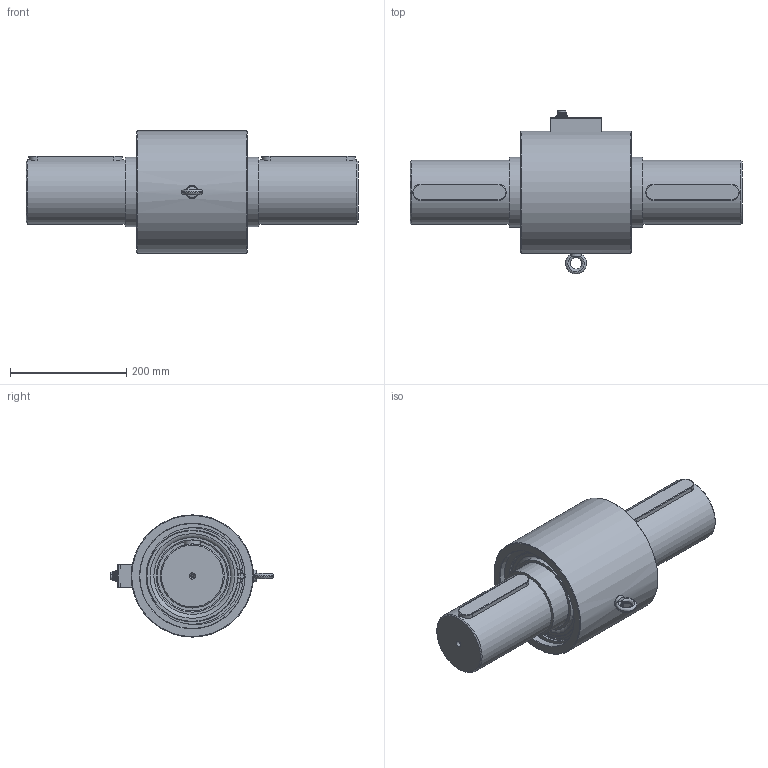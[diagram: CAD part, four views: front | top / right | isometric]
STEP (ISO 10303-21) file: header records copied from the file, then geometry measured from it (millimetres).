
FILE_DESCRIPTION( ( 'Unknown' ), '1' );
FILE_NAME( '2389-Z04_DOC-00098784.stp', 'Unknown', ( 'Unknown' ), ( 'Unknown' ), 'PSStep 17.0.49', 'Unknown', ' ' );
FILE_SCHEMA( ( 'AUTOMOTIVE_DESIGN { 1 0 10303 214 1 1 1 1 }' ) );
Length unit declared in the file: millimetre
Products named in the file (28): 2389-b02_doc-00048383; 2389-002_doc-00048314; Sicherungsring DIN 472-180x4-T1; Sicherungsring DIN 472-180x4-T1-oa0; DIN 625-T1-6024-2Z_120x180x28; Ringschraube M8 DIN 580-oa1; 2391-B02_DOC-00083079; DIN 625-T1-6024-2Z_120x180x28-oa5; 2391-002_DOC-00083075; Paßfeder A28x16x160 DIN 6885; Paßfeder A28x16x160 DIN 6885-oa6; 2247-b05_doc-00045639; 2247-003_doc-00016120; Zylinderschraube DIN 912-M3x25; Zylinderschraube DIN 912-M3x25-oa2; Zylinderschraube DIN 912-M3x25-oa3; Zylinderschraube DIN 912-M3x25-oa4; Assem1; DOC-00095558; mutter_09-0323-89-06_DOC-00067592
Assembly tree (27 placements, depth 3):
  Assem1
    DOC-00095558
    mutter_09-0323-89-06_DOC-00067592
    2389-b02_doc-00048383
      2389-002_doc-00048314
      Sicherungsring DIN 472-180x4-T1
      Sicherungsring DIN 472-180x4-T1-oa0
      DIN 625-T1-6024-2Z_120x180x28
      DIN 625-T1-6024-2Z_120x180x28
      DIN 625-T1-6024-2Z_120x180x28
      DIN 625-T1-6024-2Z_120x180x28
      DIN 625-T1-6024-2Z_120x180x28
      Ringschraube M8 DIN 580-oa1
    2247-b05_doc-00045639
      2247-003_doc-00016120
      Zylinderschraube DIN 912-M3x25
      Zylinderschraube DIN 912-M3x25-oa2
      Zylinderschraube DIN 912-M3x25-oa3
      Zylinderschraube DIN 912-M3x25-oa4
    2391-B02_DOC-00083079
      DIN 625-T1-6024-2Z_120x180x28-oa5
      DIN 625-T1-6024-2Z_120x180x28-oa5
      DIN 625-T1-6024-2Z_120x180x28-oa5
      DIN 625-T1-6024-2Z_120x180x28-oa5
      DIN 625-T1-6024-2Z_120x180x28-oa5
      2391-002_DOC-00083075
      Paßfeder A28x16x160 DIN 6885
      Paßfeder A28x16x160 DIN 6885-oa6
Bounding box: 570 x 281.39 x 210 mm (x, y, z)
Volume: 8099600.7 mm3; surface area: 879146.3 mm2
Topology: 24 solids, 26 shells, 415 faces, 852 edges, 552 vertices
Faces by surface type: plane 193, cylinder 145, cone 42, torus 31, bspline 4
Full cylindrical faces by diameter (mm): 1 x24, 2.387 x4, 3 x8, 3.4 x4, 4 x5, 4.917 x1, 5 x2, 5.5 x4, 6 x5, 12 x1, 13.5 x1, 15 x1, 15.875 x1, 17.188 x1, 17.462 x1, 17.8 x1, 20 x3, 21 x1, 22 x1, 110 x2, 120 x3, 132 x4, 145.2 x4, 157.7 x4, 165.88 x4, 165.98 x4, 166 x4, 180 x3, 180.3 x2, 185 x2
Entity records: 15775 total; most frequent: CARTESIAN_POINT 3941, DIRECTION 1820, ORIENTED_EDGE 1242, AXIS2_PLACEMENT_3D 806, EDGE_LOOP 690, EDGE_CURVE 621, FACE_OUTER_BOUND 538, VERTEX_POINT 506
